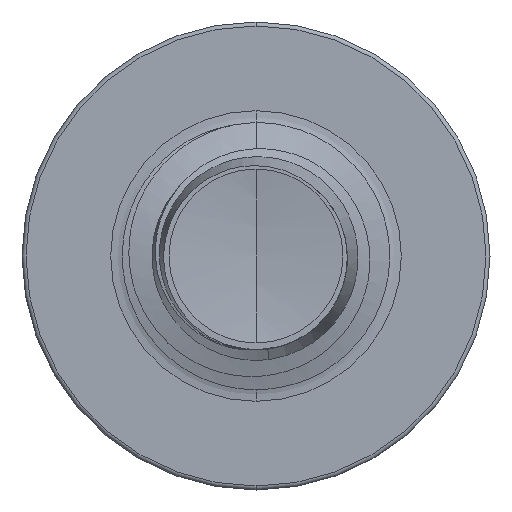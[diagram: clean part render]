
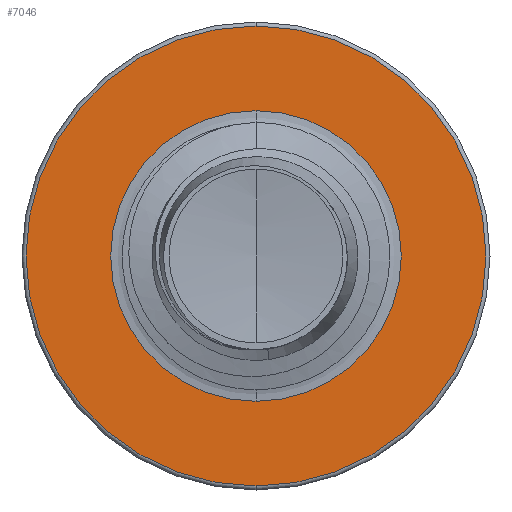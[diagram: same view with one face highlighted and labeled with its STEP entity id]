
A CAD part, front view. The second image highlights one B-rep face of the part: STEP entity #7046.
In plain terms, the highlighted planar face has unit normal (0, -1, 0).
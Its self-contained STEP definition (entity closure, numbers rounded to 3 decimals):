
#493 = ORIENTED_EDGE ( 'NONE', *, *, #9774, .T. ) ;
#1132 = CIRCLE ( 'NONE', #1934, 3.44 ) ;
#1389 = EDGE_LOOP ( 'NONE', ( #3588, #4614 ) ) ;
#1934 = AXIS2_PLACEMENT_3D ( 'NONE', #3031, #3019, #3017 ) ;
#2109 = AXIS2_PLACEMENT_3D ( 'NONE', #5243, #5228, #5215 ) ;
#2323 = EDGE_LOOP ( 'NONE', ( #493, #2492 ) ) ;
#2457 = CARTESIAN_POINT ( 'NONE',  ( 0., 3., 3.44 ) ) ;
#2492 = ORIENTED_EDGE ( 'NONE', *, *, #6509, .T. ) ;
#3017 = DIRECTION ( 'NONE',  ( 0., 0., 1. ) ) ;
#3019 = DIRECTION ( 'NONE',  ( 0., 1., 0. ) ) ;
#3031 = CARTESIAN_POINT ( 'NONE',  ( 0., 3., 0. ) ) ;
#3204 = DIRECTION ( 'NONE',  ( 0., 0., 1. ) ) ;
#3218 = DIRECTION ( 'NONE',  ( 0., 1., 0. ) ) ;
#3230 = CARTESIAN_POINT ( 'NONE',  ( 0., 3., 0. ) ) ;
#3532 = VERTEX_POINT ( 'NONE', #9253 ) ;
#3588 = ORIENTED_EDGE ( 'NONE', *, *, #4596, .F. ) ;
#3996 = AXIS2_PLACEMENT_3D ( 'NONE', #9542, #9537, #9527 ) ;
#4110 = DIRECTION ( 'NONE',  ( 0., 0., 1. ) ) ;
#4118 = DIRECTION ( 'NONE',  ( 0., 1., 0. ) ) ;
#4148 = PLANE ( 'NONE',  #9875 ) ;
#4242 = CARTESIAN_POINT ( 'NONE',  ( 0., 3., -2.174 ) ) ;
#4537 = CARTESIAN_POINT ( 'NONE',  ( 0., 3., -3.44 ) ) ;
#4573 = FACE_BOUND ( 'NONE', #2323, .T. ) ;
#4596 = EDGE_CURVE ( 'NONE', #4840, #7429, #1132, .T. ) ;
#4614 = ORIENTED_EDGE ( 'NONE', *, *, #9150, .F. ) ;
#4840 = VERTEX_POINT ( 'NONE', #2457 ) ;
#5215 = DIRECTION ( 'NONE',  ( 0., 0., 1. ) ) ;
#5228 = DIRECTION ( 'NONE',  ( 0., 1., 0. ) ) ;
#5243 = CARTESIAN_POINT ( 'NONE',  ( 0., 3., 0. ) ) ;
#5334 = CIRCLE ( 'NONE', #2109, 2.174 ) ;
#6509 = EDGE_CURVE ( 'NONE', #3532, #9224, #5334, .T. ) ;
#7046 = ADVANCED_FACE ( 'NONE', ( #8649, #4573 ), #4148, .F. ) ;
#7086 = CIRCLE ( 'NONE', #3996, 3.44 ) ;
#7201 = AXIS2_PLACEMENT_3D ( 'NONE', #3230, #3218, #3204 ) ;
#7429 = VERTEX_POINT ( 'NONE', #4537 ) ;
#8649 = FACE_OUTER_BOUND ( 'NONE', #1389, .T. ) ;
#9143 = CARTESIAN_POINT ( 'NONE',  ( 0., 3., 2.174 ) ) ;
#9150 = EDGE_CURVE ( 'NONE', #7429, #4840, #7086, .T. ) ;
#9215 = CIRCLE ( 'NONE', #7201, 2.174 ) ;
#9224 = VERTEX_POINT ( 'NONE', #9143 ) ;
#9253 = CARTESIAN_POINT ( 'NONE',  ( 0., 3., -2.174 ) ) ;
#9527 = DIRECTION ( 'NONE',  ( 0., 0., 1. ) ) ;
#9537 = DIRECTION ( 'NONE',  ( 0., 1., 0. ) ) ;
#9542 = CARTESIAN_POINT ( 'NONE',  ( 0., 3., 0. ) ) ;
#9774 = EDGE_CURVE ( 'NONE', #9224, #3532, #9215, .T. ) ;
#9875 = AXIS2_PLACEMENT_3D ( 'NONE', #4242, #4118, #4110 ) ;
